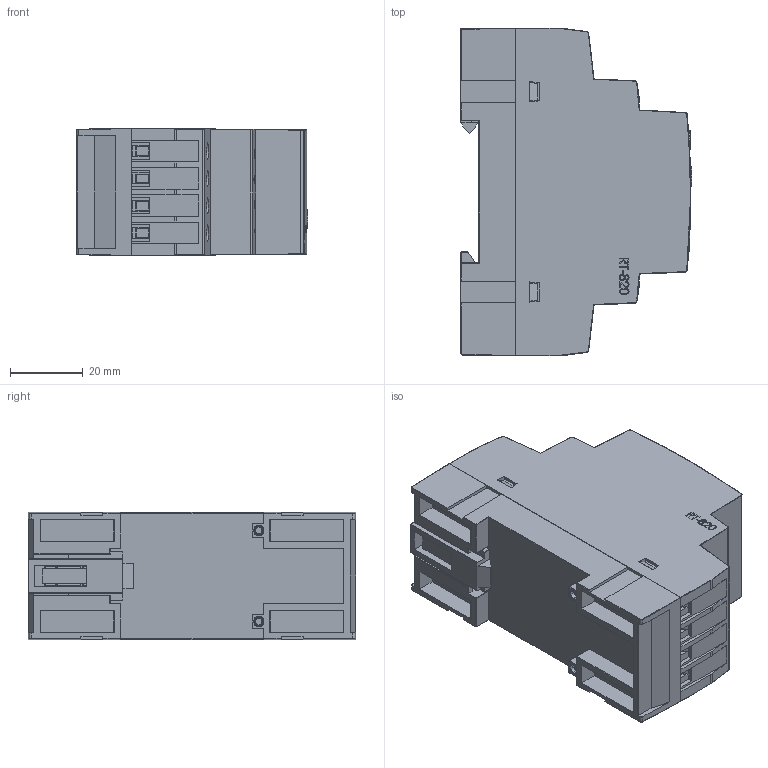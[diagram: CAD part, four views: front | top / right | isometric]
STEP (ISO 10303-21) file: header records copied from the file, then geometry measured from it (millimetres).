
FILE_DESCRIPTION(('STEP AP242'), '1');
FILE_NAME('RT-820 ñáîðêà', '', ('UNSPECIFIED'), ('UNSPECIFIED'), 'C3D Converter', 'C3D Toolkit', '');
FILE_SCHEMA(('AP242_MANAGED_MODEL_BASED_3D_ENGINEERING_MIM_LF { 1 0 10303 442 1 1 4 }'));
Length unit declared in the file: millimetre
Assembly tree (14 placements, depth 3):
  (unnamed)
    (unnamed)
      (unnamed)
    (unnamed)  x2
    (unnamed)
    (unnamed)
    (unnamed)
    (unnamed)  x4
      (unnamed)
    (unnamed)
Bounding box: 63.5 x 90 x 35 mm (x, y, z)
Volume: 44022.6 mm3; surface area: 48266.5 mm2
Topology: 30 solids, 30 shells, 1481 faces, 3748 edges, 2362 vertices
Faces by surface type: plane 794, cylinder 247, extrusion 223, bspline 133, cone 42, sphere 22, torus 20
Full cylindrical faces by diameter (mm): 2 x8, 3.5 x8, 4.5 x8, 5.5 x2, 6.5 x2
Entity records: 87446 total; most frequent: CARTESIAN_POINT 58155, ORIENTED_EDGE 6062, DIRECTION 4575, EDGE_CURVE 3031, VECTOR 2095, VERTEX_POINT 1921, LINE 1872, EDGE_LOOP 1307
